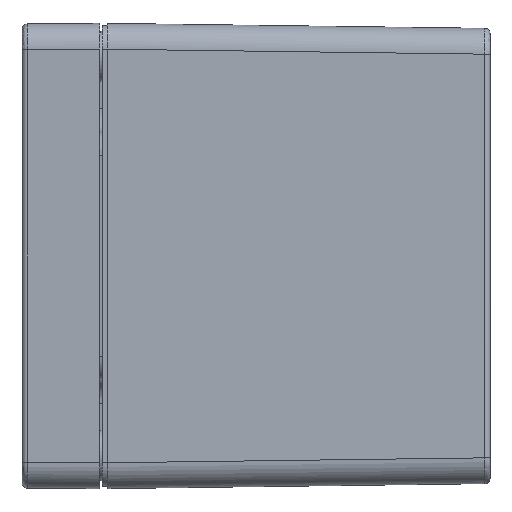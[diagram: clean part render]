
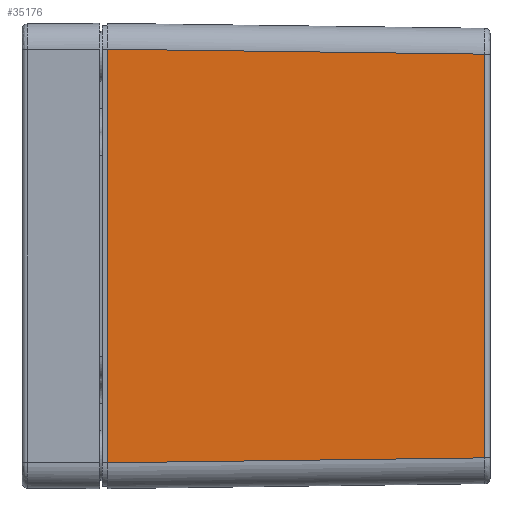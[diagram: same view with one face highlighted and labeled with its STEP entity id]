
A CAD part, left-side view. The second image highlights one B-rep face of the part: STEP entity #35176.
In plain terms, the highlighted planar face has unit normal (-1, -0.013, 0).
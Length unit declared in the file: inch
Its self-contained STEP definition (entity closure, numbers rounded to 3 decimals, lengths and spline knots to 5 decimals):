
#1584 = VECTOR ( 'NONE', #40593, 39.37008 ) ;
#2487 = ORIENTED_EDGE ( 'NONE', *, *, #10716, .F. ) ;
#3224 = EDGE_LOOP ( 'NONE', ( #2487, #35943, #41728, #11628 ) ) ;
#4388 = LINE ( 'NONE', #20040, #1584 ) ;
#5567 = DIRECTION ( 'NONE',  ( 0., 0., -1. ) ) ;
#7773 = FACE_OUTER_BOUND ( 'NONE', #3224, .T. ) ;
#10618 = EDGE_CURVE ( 'NONE', #39113, #34477, #53673, .T. ) ;
#10716 = EDGE_CURVE ( 'NONE', #59672, #39113, #62995, .T. ) ;
#11628 = ORIENTED_EDGE ( 'NONE', *, *, #10618, .F. ) ;
#12259 = CARTESIAN_POINT ( 'NONE',  ( -1.73351, -2.9139, -0.88583 ) ) ;
#12901 = CARTESIAN_POINT ( 'NONE',  ( -1.77165, 0., -1.77165 ) ) ;
#14398 = CARTESIAN_POINT ( 'NONE',  ( -1.73351, -2.9139, -1.53667 ) ) ;
#20040 = CARTESIAN_POINT ( 'NONE',  ( -1.73351, -2.9139, 1.53667 ) ) ;
#20075 = LINE ( 'NONE', #60822, #23319 ) ;
#23138 = PLANE ( 'NONE',  #65084 ) ;
#23319 = VECTOR ( 'NONE', #40961, 39.37008 ) ;
#28592 = DIRECTION ( 'NONE',  ( -0.013, 1., 0. ) ) ;
#30794 = EDGE_CURVE ( 'NONE', #59672, #46286, #4388, .T. ) ;
#30860 = DIRECTION ( 'NONE',  ( -0.013, 1., -0.013 ) ) ;
#31718 = VECTOR ( 'NONE', #5567, 39.37008 ) ;
#33757 = DIRECTION ( 'NONE',  ( -1., -0.013, 0. ) ) ;
#34477 = VERTEX_POINT ( 'NONE', #42263 ) ;
#35176 = ADVANCED_FACE ( 'NONE', ( #7773 ), #23138, .T. ) ;
#35943 = ORIENTED_EDGE ( 'NONE', *, *, #30794, .T. ) ;
#39113 = VERTEX_POINT ( 'NONE', #14398 ) ;
#39329 = VECTOR ( 'NONE', #30860, 39.37008 ) ;
#40593 = DIRECTION ( 'NONE',  ( -0.013, 1., 0.013 ) ) ;
#40961 = DIRECTION ( 'NONE',  ( 0., 0., -1. ) ) ;
#41728 = ORIENTED_EDGE ( 'NONE', *, *, #58130, .T. ) ;
#42263 = CARTESIAN_POINT ( 'NONE',  ( -1.77114, -0.03937, -1.5743 ) ) ;
#46286 = VERTEX_POINT ( 'NONE', #55538 ) ;
#53673 = LINE ( 'NONE', #56878, #39329 ) ;
#53730 = CARTESIAN_POINT ( 'NONE',  ( -1.73351, -2.9139, 1.53667 ) ) ;
#55538 = CARTESIAN_POINT ( 'NONE',  ( -1.77114, -0.03937, 1.5743 ) ) ;
#56878 = CARTESIAN_POINT ( 'NONE',  ( -1.77138, -0.02061, -1.57455 ) ) ;
#58130 = EDGE_CURVE ( 'NONE', #46286, #34477, #20075, .T. ) ;
#59672 = VERTEX_POINT ( 'NONE', #53730 ) ;
#60822 = CARTESIAN_POINT ( 'NONE',  ( -1.77114, -0.03937, -1.77165 ) ) ;
#62995 = LINE ( 'NONE', #12259, #31718 ) ;
#65084 = AXIS2_PLACEMENT_3D ( 'NONE', #12901, #33757, #28592 ) ;
